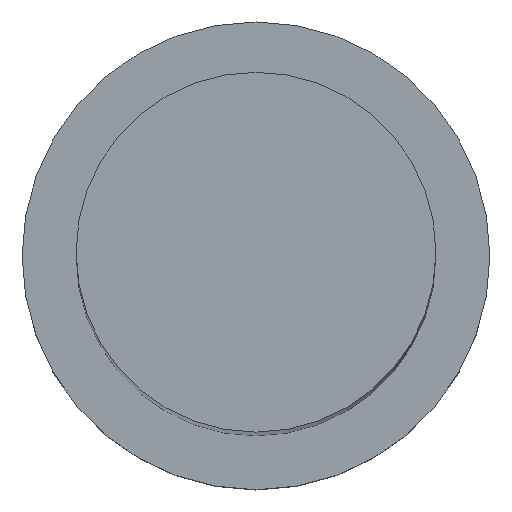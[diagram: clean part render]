
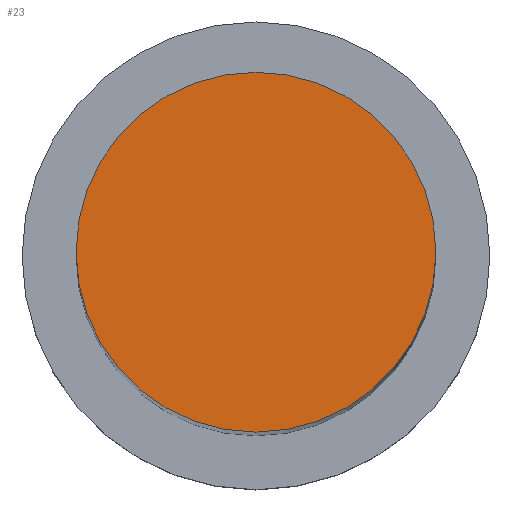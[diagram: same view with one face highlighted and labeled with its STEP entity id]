
A CAD part, top view. The second image highlights one B-rep face of the part: STEP entity #23.
In plain terms, the highlighted planar face has unit normal (0, 0, 1).
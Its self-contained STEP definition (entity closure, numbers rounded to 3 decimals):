
#1 = CARTESIAN_POINT ( 'NONE',  ( 0., 0., 125. ) ) ;
#2 = VERTEX_POINT ( 'NONE', #186 ) ;
#13 = EDGE_LOOP ( 'NONE', ( #91, #131 ) ) ;
#19 = VERTEX_POINT ( 'NONE', #71 ) ;
#22 = DIRECTION ( 'NONE',  ( 1., 0., 0. ) ) ;
#23 = ADVANCED_FACE ( 'NONE', ( #237 ), #134, .T. ) ;
#42 = AXIS2_PLACEMENT_3D ( 'NONE', #1, #58, #152 ) ;
#58 = DIRECTION ( 'NONE',  ( 0., 0., 1. ) ) ;
#71 = CARTESIAN_POINT ( 'NONE',  ( 10., 0., 125. ) ) ;
#91 = ORIENTED_EDGE ( 'NONE', *, *, #130, .T. ) ;
#94 = AXIS2_PLACEMENT_3D ( 'NONE', #146, #189, #167 ) ;
#107 = EDGE_CURVE ( 'NONE', #19, #2, #123, .T. ) ;
#119 = DIRECTION ( 'NONE',  ( 0., 0., 1. ) ) ;
#123 = CIRCLE ( 'NONE', #42, 10. ) ;
#130 = EDGE_CURVE ( 'NONE', #2, #19, #165, .T. ) ;
#131 = ORIENTED_EDGE ( 'NONE', *, *, #107, .T. ) ;
#134 = PLANE ( 'NONE',  #94 ) ;
#146 = CARTESIAN_POINT ( 'NONE',  ( 0., 0., 125. ) ) ;
#152 = DIRECTION ( 'NONE',  ( 1., 0., 0. ) ) ;
#165 = CIRCLE ( 'NONE', #187, 10. ) ;
#167 = DIRECTION ( 'NONE',  ( 1., 0., 0. ) ) ;
#186 = CARTESIAN_POINT ( 'NONE',  ( -10., 0., 125. ) ) ;
#187 = AXIS2_PLACEMENT_3D ( 'NONE', #193, #119, #22 ) ;
#189 = DIRECTION ( 'NONE',  ( 0., 0., 1. ) ) ;
#193 = CARTESIAN_POINT ( 'NONE',  ( 0., 0., 125. ) ) ;
#237 = FACE_OUTER_BOUND ( 'NONE', #13, .T. ) ;
